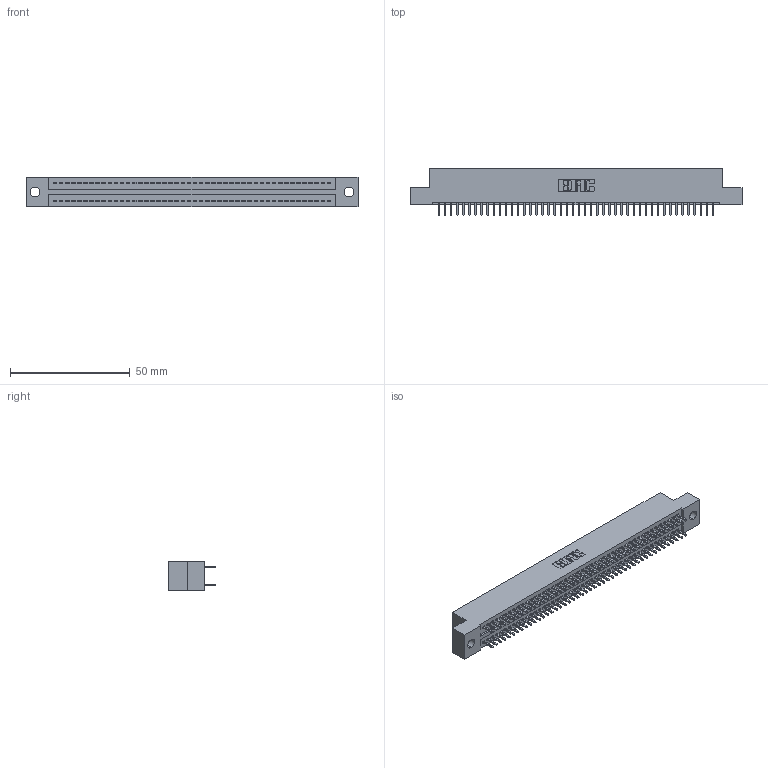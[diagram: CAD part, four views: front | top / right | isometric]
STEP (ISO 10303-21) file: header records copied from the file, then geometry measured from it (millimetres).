
FILE_DESCRIPTION (( 'STEP AP203' ), '1' );
FILE_NAME ('325-092-520-209.STEP', '2020-02-25T05:51:23', ( '' ), ( '' ), 'SwSTEP 2.0', 'SolidWorks 2016', '' );
FILE_SCHEMA (( 'CONFIG_CONTROL_DESIGN' ));
Length unit declared in the file: inch
Products named in the file (3): 325 Part_.160 TH; 325-092-520-209; 325-292-001_325-293-120
Assembly tree (93 placements, depth 2):
  325-092-520-209
    325 Part_.160 TH
    325-292-001_325-293-120  x92
Bounding box: 138.56 x 19.68 x 12.45 mm (x, y, z)
Volume: 17678.4 mm3; surface area: 21226.7 mm2
Topology: 93 solids, 93 shells, 4898 faces, 14571 edges, 9590 vertices
Faces by surface type: plane 3382, cylinder 1516
Entity records: 29097 total; most frequent: CARTESIAN_POINT 4818, ORIENTED_EDGE 4754, DIRECTION 4109, EDGE_CURVE 2377, VECTOR 2249, LINE 2249, VERTEX_POINT 1582, AXIS2_PLACEMENT_3D 930
